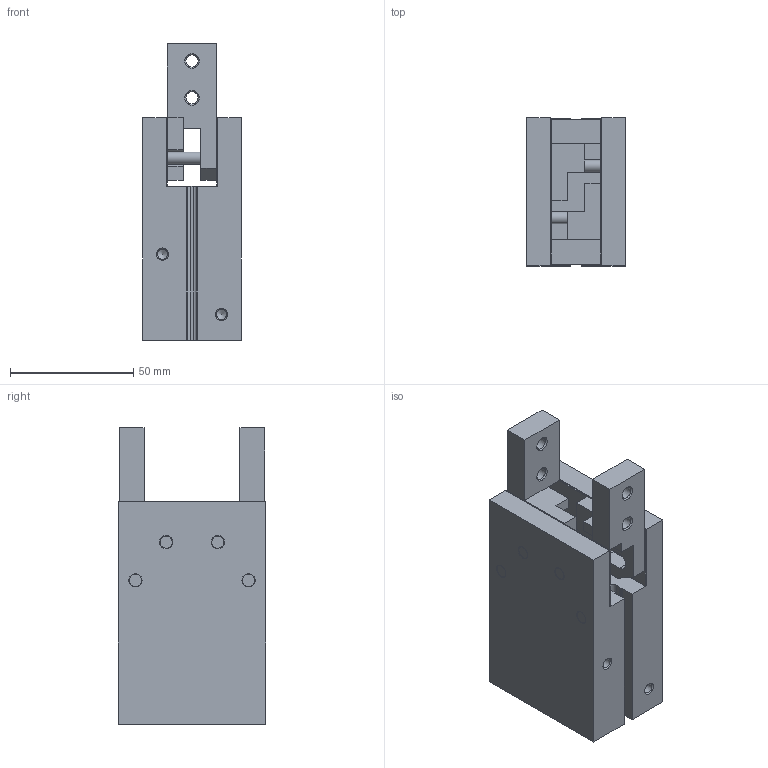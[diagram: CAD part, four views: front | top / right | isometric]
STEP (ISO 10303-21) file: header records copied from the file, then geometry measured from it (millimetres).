
FILE_DESCRIPTION( ( 'STEP AP214' ), '1' );
FILE_NAME( 'MCHB-32(59).stp', '2020-01-31T15:22:55', ( '' ), ( '' ), ' ', 'PARTsolutions', ' ' );
FILE_SCHEMA( ( 'AUTOMOTIVE_DESIGN { 1 0 10303 214 1 1 1 1 }' ) );
Length unit declared in the file: millimetre
Products named in the file (3): MCHB-32(59); _MCHB-32_(b); _MCHB-32_(g)
Assembly tree (3 placements, depth 2):
  MCHB-32(59)
    _MCHB-32_(b)
    _MCHB-32_(g)  x2
Bounding box: 40 x 60 x 120.5 mm (x, y, z)
Volume: 196210.1 mm3; surface area: 39715 mm2
Topology: 3 solids, 3 shells, 162 faces, 411 edges, 264 vertices
Faces by surface type: plane 85, cylinder 45, cone 32
Full cylindrical faces by diameter (mm): 4.134 x2, 4.917 x10, 5 x10, 34 x1
Entity records: 4917 total; most frequent: DIRECTION 663, CARTESIAN_POINT 640, ORIENTED_EDGE 566, EDGE_CURVE 283, AXIS2_PLACEMENT_3D 240, VERTEX_POINT 217, EDGE_LOOP 204, LINE 183
